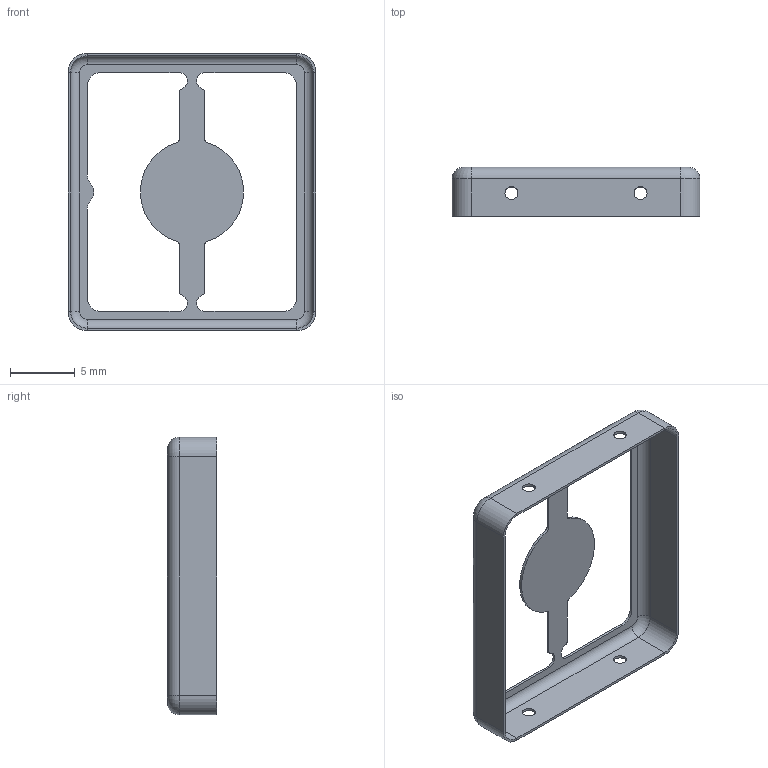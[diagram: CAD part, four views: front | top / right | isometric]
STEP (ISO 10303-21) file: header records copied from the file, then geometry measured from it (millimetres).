
FILE_DESCRIPTION (( 'STEP AP203' ), '1' );
FILE_NAME ('MS215-10F.step', '2021-06-29T10:45:35', ( '' ), ( '' ), 'SwSTEP 2.0', 'SolidWorks 2021', '' );
FILE_SCHEMA (( 'CONFIG_CONTROL_DESIGN' ));
Length unit declared in the file: millimetre
Products named in the file (1): MS215-10F
Bounding box: 19.2 x 3.8 x 21.5 mm (x, y, z)
Volume: 86.5 mm3; surface area: 905.4 mm2
Topology: 1 solids, 1 shells, 82 faces, 208 edges, 128 vertices
Faces by surface type: cylinder 45, plane 29, torus 8
Entity records: 2575 total; most frequent: DIRECTION 472, CARTESIAN_POINT 419, ORIENTED_EDGE 416, EDGE_CURVE 208, AXIS2_PLACEMENT_3D 181, VERTEX_POINT 128, VECTOR 110, LINE 110
